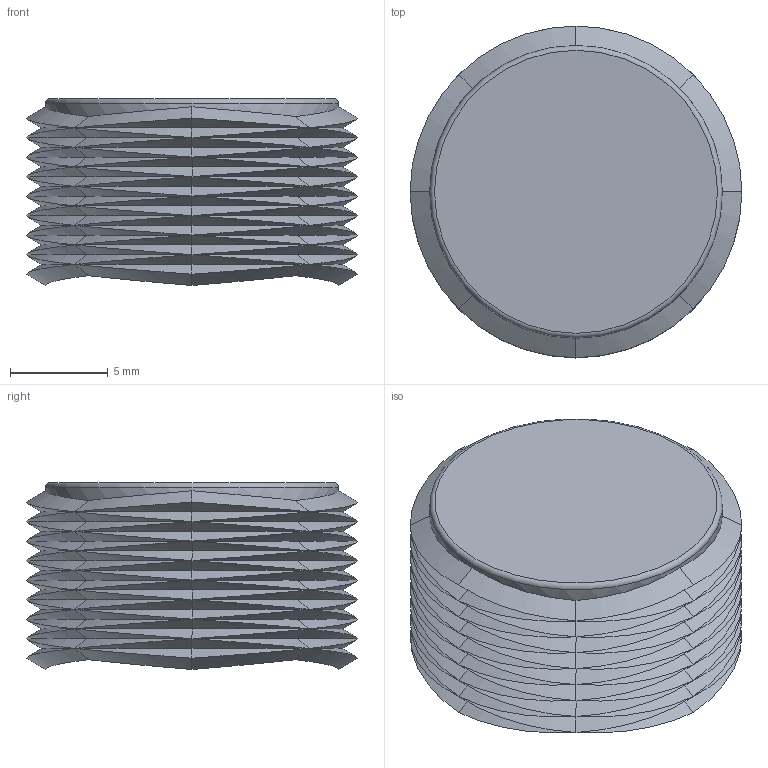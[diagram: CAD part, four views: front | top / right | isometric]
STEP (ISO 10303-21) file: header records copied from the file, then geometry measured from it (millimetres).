
FILE_DESCRIPTION(/* description */ (''),/* implementation_level */ '2;1');
FILE_NAME(/* name */ 'knob.step',/* time_stamp */ '2025-05-25T18:29:45-07:00',/* author */ (''),/* organization */ (''),/* preprocessor_version */ 'ST-DEVELOPER v20.1',/* originating_system */ 'Autodesk Translation Framework v14.10.0.0',/* authorisation */ '');
FILE_SCHEMA (('AUTOMOTIVE_DESIGN { 1 0 10303 214 3 1 1 }'));
Length unit declared in the file: millimetre
Products named in the file (1): MACROBOTTOM
Bounding box: 17 x 17 x 9.58 mm (x, y, z)
Volume: 1722.5 mm3; surface area: 1407.3 mm2
Topology: 1 solids, 1 shells, 266 faces, 418 edges, 155 vertices
Faces by surface type: bspline 256, plane 5, cylinder 3, torus 1, cone 1
Full cylindrical faces by diameter (mm): 6 x1, 15 x2
Entity records: 13698 total; most frequent: CARTESIAN_POINT 10675, ORIENTED_EDGE 836, EDGE_CURVE 418, B_SPLINE_CURVE_WITH_KNOTS 384, EDGE_LOOP 267, FACE_OUTER_BOUND 266, ADVANCED_FACE 266, B_SPLINE_SURFACE_WITH_KNOTS 256
